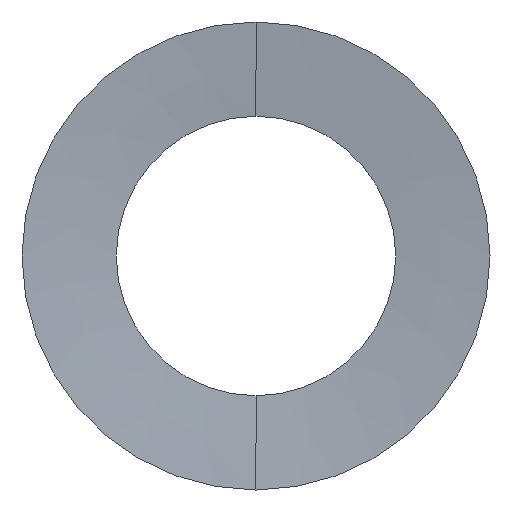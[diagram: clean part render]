
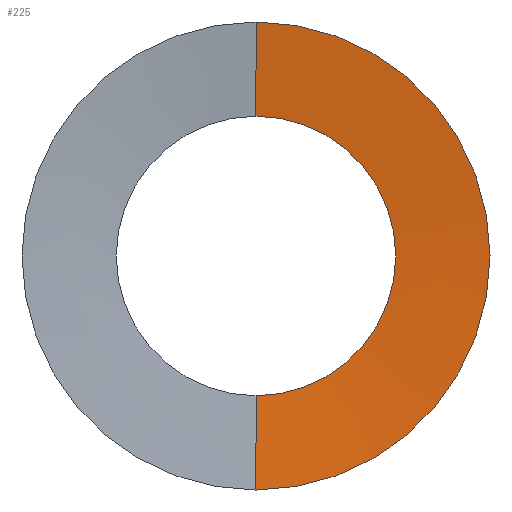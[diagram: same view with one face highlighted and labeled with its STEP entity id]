
A CAD part, left-side view. The second image highlights one B-rep face of the part: STEP entity #225.
In plain terms, the highlighted conical face has half-angle 84.175 degrees and reference radius 3.6 mm.
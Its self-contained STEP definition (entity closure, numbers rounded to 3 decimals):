
#3 = EDGE_CURVE ( 'NONE', #15, #168, #159, .T. ) ;
#10 = DIRECTION ( 'NONE',  ( 1., 0., 0. ) ) ;
#14 = CARTESIAN_POINT ( 'NONE',  ( -0.55, 0., 3.6 ) ) ;
#15 = VERTEX_POINT ( 'NONE', #14 ) ;
#29 = LINE ( 'NONE', #205, #126 ) ;
#40 = ORIENTED_EDGE ( 'NONE', *, *, #3, .F. ) ;
#41 = EDGE_CURVE ( 'NONE', #232, #168, #29, .T. ) ;
#46 = DIRECTION ( 'NONE',  ( 0., 0., -1. ) ) ;
#56 = DIRECTION ( 'NONE',  ( -0.101, 0., -0.995 ) ) ;
#60 = CARTESIAN_POINT ( 'NONE',  ( -0.402, 0., -2.15 ) ) ;
#62 = ORIENTED_EDGE ( 'NONE', *, *, #41, .T. ) ;
#63 = AXIS2_PLACEMENT_3D ( 'NONE', #201, #10, #46 ) ;
#78 = AXIS2_PLACEMENT_3D ( 'NONE', #152, #102, #231 ) ;
#79 = CIRCLE ( 'NONE', #187, 2.15 ) ;
#83 = LINE ( 'NONE', #128, #158 ) ;
#91 = DIRECTION ( 'NONE',  ( -0.101, 0., 0.995 ) ) ;
#95 = EDGE_CURVE ( 'NONE', #160, #15, #83, .T. ) ;
#97 = DIRECTION ( 'NONE',  ( 0., 0., -1. ) ) ;
#102 = DIRECTION ( 'NONE',  ( -1., 0., 0. ) ) ;
#104 = EDGE_CURVE ( 'NONE', #160, #232, #79, .T. ) ;
#123 = CONICAL_SURFACE ( 'NONE', #78, 3.6, 1.469 ) ;
#126 = VECTOR ( 'NONE', #56, 1000. ) ;
#128 = CARTESIAN_POINT ( 'NONE',  ( -0.55, 0., 3.6 ) ) ;
#130 = FACE_OUTER_BOUND ( 'NONE', #144, .T. ) ;
#135 = DIRECTION ( 'NONE',  ( 1., 0., 0. ) ) ;
#144 = EDGE_LOOP ( 'NONE', ( #240, #62, #40, #245 ) ) ;
#151 = CARTESIAN_POINT ( 'NONE',  ( -0.402, 0., 0. ) ) ;
#152 = CARTESIAN_POINT ( 'NONE',  ( -0.55, 0., 0. ) ) ;
#158 = VECTOR ( 'NONE', #91, 1000. ) ;
#159 = CIRCLE ( 'NONE', #63, 3.6 ) ;
#160 = VERTEX_POINT ( 'NONE', #209 ) ;
#168 = VERTEX_POINT ( 'NONE', #169 ) ;
#169 = CARTESIAN_POINT ( 'NONE',  ( -0.55, 0., -3.6 ) ) ;
#187 = AXIS2_PLACEMENT_3D ( 'NONE', #151, #135, #97 ) ;
#201 = CARTESIAN_POINT ( 'NONE',  ( -0.55, 0., 0. ) ) ;
#205 = CARTESIAN_POINT ( 'NONE',  ( -0.55, 0., -3.6 ) ) ;
#209 = CARTESIAN_POINT ( 'NONE',  ( -0.402, 0., 2.15 ) ) ;
#225 = ADVANCED_FACE ( 'NONE', ( #130 ), #123, .F. ) ;
#231 = DIRECTION ( 'NONE',  ( 0., 0., 1. ) ) ;
#232 = VERTEX_POINT ( 'NONE', #60 ) ;
#240 = ORIENTED_EDGE ( 'NONE', *, *, #104, .T. ) ;
#245 = ORIENTED_EDGE ( 'NONE', *, *, #95, .F. ) ;
